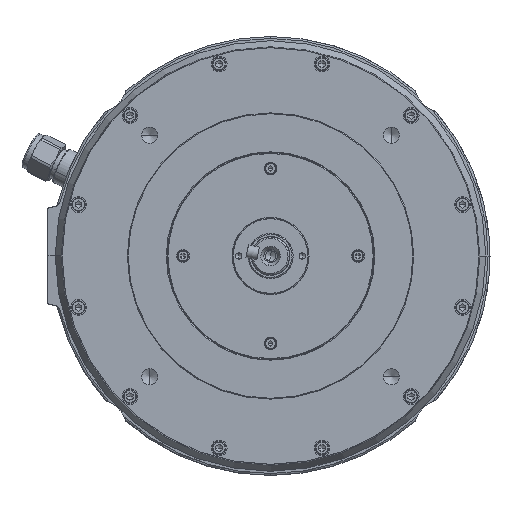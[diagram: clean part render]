
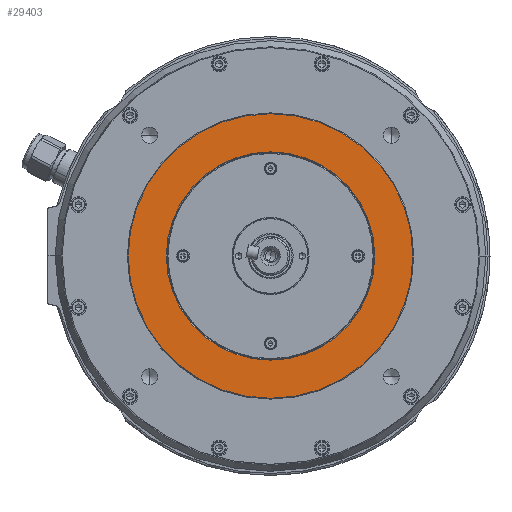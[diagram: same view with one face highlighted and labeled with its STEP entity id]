
A CAD part, left-side view. The second image highlights one B-rep face of the part: STEP entity #29403.
In plain terms, the highlighted planar face has unit normal (-1, 0, 0).
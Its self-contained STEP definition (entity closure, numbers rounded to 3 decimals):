
#13864=CARTESIAN_POINT('',(-22.246,-89.5,0.));
#13865=VERTEX_POINT('',#13864);
#13872=CARTESIAN_POINT('',(-22.246,89.5,0.));
#13873=VERTEX_POINT('',#13872);
#13874=CARTESIAN_POINT('',(-22.246,0.,0.));
#13875=DIRECTION('',(1.0,0.0,0.0));
#13876=DIRECTION('',(0.0,-1.0,0.0));
#13877=AXIS2_PLACEMENT_3D('',#13874,#13875,#13876);
#13878=CIRCLE('',#13877,89.5);
#13879=EDGE_CURVE('',#13865,#13873,#13878,.T.);
#13902=CARTESIAN_POINT('',(-22.246,-65.5,0.));
#13903=VERTEX_POINT('',#13902);
#13920=CARTESIAN_POINT('',(-22.246,65.5,0.));
#13921=VERTEX_POINT('',#13920);
#13928=CARTESIAN_POINT('',(-22.246,0.,0.));
#13929=DIRECTION('',(-1.0,0.0,0.0));
#13930=DIRECTION('',(0.0,-1.0,0.0));
#13931=AXIS2_PLACEMENT_3D('',#13928,#13929,#13930);
#13932=CIRCLE('',#13931,65.5);
#13933=EDGE_CURVE('',#13921,#13903,#13932,.T.);
#29365=CARTESIAN_POINT('',(-22.246,0.,0.));
#29366=DIRECTION('',(-1.0,0.0,0.0));
#29367=DIRECTION('',(0.0,-1.0,0.0));
#29368=AXIS2_PLACEMENT_3D('',#29365,#29366,#29367);
#29369=CIRCLE('',#29368,65.5);
#29370=EDGE_CURVE('',#13903,#13921,#29369,.T.);
#29384=CARTESIAN_POINT('',(-22.246,0.,0.));
#29385=DIRECTION('',(1.0,0.0,0.0));
#29386=DIRECTION('',(0.0,-1.0,0.0));
#29387=AXIS2_PLACEMENT_3D('',#29384,#29385,#29386);
#29388=PLANE('',#29387);
#29389=CARTESIAN_POINT('',(-22.246,0.,0.));
#29390=DIRECTION('',(1.0,0.0,0.0));
#29391=DIRECTION('',(0.0,-1.0,0.0));
#29392=AXIS2_PLACEMENT_3D('',#29389,#29390,#29391);
#29393=CIRCLE('',#29392,89.5);
#29394=EDGE_CURVE('',#13873,#13865,#29393,.T.);
#29395=ORIENTED_EDGE('',*,*,#29394,.F.);
#29396=ORIENTED_EDGE('',*,*,#13879,.F.);
#29397=EDGE_LOOP('',(#29395,#29396));
#29398=FACE_OUTER_BOUND('',#29397,.T.);
#29399=ORIENTED_EDGE('',*,*,#13933,.F.);
#29400=ORIENTED_EDGE('',*,*,#29370,.F.);
#29401=EDGE_LOOP('',(#29399,#29400));
#29402=FACE_BOUND('',#29401,.T.);
#29403=ADVANCED_FACE('',(#29398,#29402),#29388,.F.);
